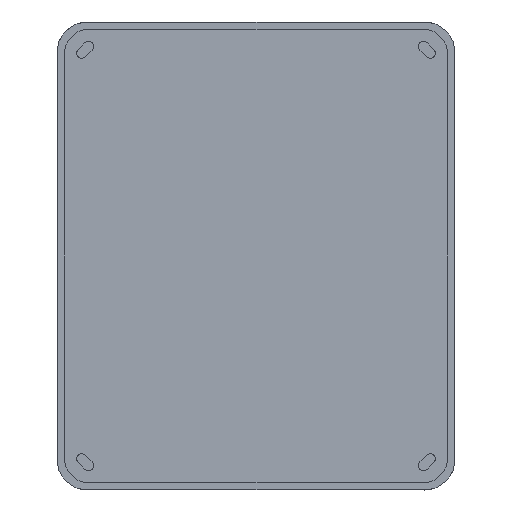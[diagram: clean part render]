
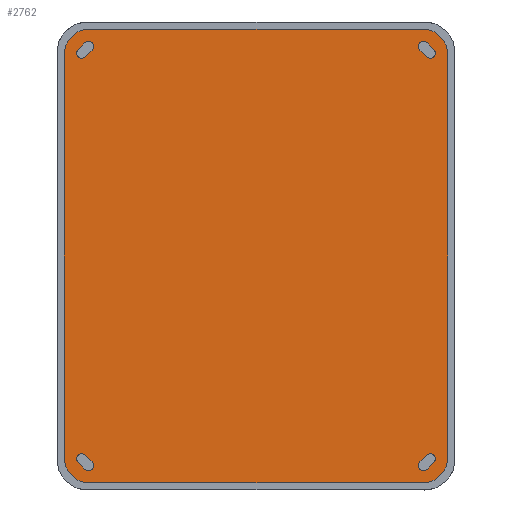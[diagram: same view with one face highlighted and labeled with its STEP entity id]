
A CAD part, front view. The second image highlights one B-rep face of the part: STEP entity #2762.
In plain terms, the highlighted planar face has unit normal (0, -1, 0).
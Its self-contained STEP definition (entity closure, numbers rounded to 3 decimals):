
#1=CARTESIAN_POINT('',(71.914,0.,-83.586));
#2=DIRECTION('',(0.,-1.,0.));
#3=DIRECTION('',(0.707,0.,-0.707));
#4=AXIS2_PLACEMENT_3D('',#1,#2,#3);
#6=DIRECTION('',(-0.707,0.,-0.707));
#7=VECTOR('',#6,4.);
#8=CARTESIAN_POINT('',(70.429,0.,-82.101));
#9=LINE('',#8,#7);
#10=CARTESIAN_POINT('',(69.086,0.,-86.414));
#11=DIRECTION('',(0.,-1.,0.));
#12=DIRECTION('',(-0.707,0.,0.707));
#13=AXIS2_PLACEMENT_3D('',#10,#11,#12);
#15=DIRECTION('',(0.707,0.,0.707));
#16=VECTOR('',#15,4.);
#17=CARTESIAN_POINT('',(70.571,0.,-87.899));
#18=LINE('',#17,#16);
#19=DIRECTION('',(0.707,0.,-0.707));
#20=VECTOR('',#19,4.);
#21=CARTESIAN_POINT('',(-73.399,0.,-85.071));
#22=LINE('',#21,#20);
#23=CARTESIAN_POINT('',(-69.086,0.,-86.414));
#24=DIRECTION('',(0.,-1.,0.));
#25=DIRECTION('',(-0.707,0.,-0.707));
#26=AXIS2_PLACEMENT_3D('',#23,#24,#25);
#28=DIRECTION('',(-0.707,0.,0.707));
#29=VECTOR('',#28,4.);
#30=CARTESIAN_POINT('',(-67.601,0.,-84.929));
#31=LINE('',#30,#29);
#32=CARTESIAN_POINT('',(-71.914,0.,-83.586));
#33=DIRECTION('',(0.,-1.,0.));
#34=DIRECTION('',(0.707,0.,0.707));
#35=AXIS2_PLACEMENT_3D('',#32,#33,#34);
#37=DIRECTION('',(-0.707,0.,0.707));
#38=VECTOR('',#37,4.);
#39=CARTESIAN_POINT('',(73.399,0.,85.071));
#40=LINE('',#39,#38);
#41=CARTESIAN_POINT('',(69.086,0.,86.414));
#42=DIRECTION('',(0.,-1.,0.));
#43=DIRECTION('',(0.707,0.,0.707));
#44=AXIS2_PLACEMENT_3D('',#41,#42,#43);
#46=DIRECTION('',(0.707,0.,-0.707));
#47=VECTOR('',#46,4.);
#48=CARTESIAN_POINT('',(67.601,0.,84.929));
#49=LINE('',#48,#47);
#50=CARTESIAN_POINT('',(71.914,0.,83.586));
#51=DIRECTION('',(0.,-1.,0.));
#52=DIRECTION('',(-0.707,0.,-0.707));
#53=AXIS2_PLACEMENT_3D('',#50,#51,#52);
#55=CARTESIAN_POINT('',(-71.914,0.,83.586));
#56=DIRECTION('',(0.,-1.,0.));
#57=DIRECTION('',(-0.707,0.,0.707));
#58=AXIS2_PLACEMENT_3D('',#55,#56,#57);
#60=DIRECTION('',(0.707,0.,0.707));
#61=VECTOR('',#60,4.);
#62=CARTESIAN_POINT('',(-70.429,0.,82.101));
#63=LINE('',#62,#61);
#64=CARTESIAN_POINT('',(-69.086,0.,86.414));
#65=DIRECTION('',(0.,-1.,0.));
#66=DIRECTION('',(0.707,0.,-0.707));
#67=AXIS2_PLACEMENT_3D('',#64,#65,#66);
#69=DIRECTION('',(-0.707,0.,-0.707));
#70=VECTOR('',#69,4.);
#71=CARTESIAN_POINT('',(-70.571,0.,87.899));
#72=LINE('',#71,#70);
#73=CARTESIAN_POINT('',(68.9,0.,83.4));
#74=DIRECTION('',(0.,-1.,0.));
#75=DIRECTION('',(1.,0.,0.));
#76=AXIS2_PLACEMENT_3D('',#73,#74,#75);
#78=DIRECTION('',(0.,0.,-1.));
#79=VECTOR('',#78,166.8);
#80=CARTESIAN_POINT('',(79.,0.,83.4));
#81=LINE('',#80,#79);
#82=CARTESIAN_POINT('',(68.9,0.,-83.4));
#83=DIRECTION('',(0.,-1.,0.));
#84=DIRECTION('',(0.,0.,-1.));
#85=AXIS2_PLACEMENT_3D('',#82,#83,#84);
#87=DIRECTION('',(-1.,0.,0.));
#88=VECTOR('',#87,137.8);
#89=CARTESIAN_POINT('',(68.9,0.,-93.5));
#90=LINE('',#89,#88);
#91=CARTESIAN_POINT('',(-68.9,0.,-83.4));
#92=DIRECTION('',(0.,-1.,0.));
#93=DIRECTION('',(-1.,0.,0.));
#94=AXIS2_PLACEMENT_3D('',#91,#92,#93);
#96=DIRECTION('',(0.,0.,1.));
#97=VECTOR('',#96,166.8);
#98=CARTESIAN_POINT('',(-79.,0.,-83.4));
#99=LINE('',#98,#97);
#100=CARTESIAN_POINT('',(-68.9,0.,83.4));
#101=DIRECTION('',(0.,-1.,0.));
#102=DIRECTION('',(0.,0.,1.));
#103=AXIS2_PLACEMENT_3D('',#100,#101,#102);
#105=DIRECTION('',(1.,0.,0.));
#106=VECTOR('',#105,137.8);
#107=CARTESIAN_POINT('',(-68.9,0.,93.5));
#108=LINE('',#107,#106);
#2251=CARTESIAN_POINT('',(79.,0.,83.4));
#2252=CARTESIAN_POINT('',(68.9,0.,93.5));
#2253=VERTEX_POINT('',#2251);
#2254=VERTEX_POINT('',#2252);
#2259=CARTESIAN_POINT('',(68.9,0.,-93.5));
#2260=CARTESIAN_POINT('',(79.,0.,-83.4));
#2261=VERTEX_POINT('',#2259);
#2262=VERTEX_POINT('',#2260);
#2267=CARTESIAN_POINT('',(-68.9,0.,93.5));
#2268=CARTESIAN_POINT('',(-79.,0.,83.4));
#2269=VERTEX_POINT('',#2267);
#2270=VERTEX_POINT('',#2268);
#2275=CARTESIAN_POINT('',(-79.,0.,-83.4));
#2276=CARTESIAN_POINT('',(-68.9,0.,-93.5));
#2277=VERTEX_POINT('',#2275);
#2278=VERTEX_POINT('',#2276);
#2355=CARTESIAN_POINT('',(73.399,0.,-85.071));
#2356=CARTESIAN_POINT('',(70.429,0.,-82.101));
#2357=VERTEX_POINT('',#2355);
#2358=VERTEX_POINT('',#2356);
#2359=CARTESIAN_POINT('',(67.601,0.,-84.929));
#2360=VERTEX_POINT('',#2359);
#2361=CARTESIAN_POINT('',(70.571,0.,-87.899));
#2362=VERTEX_POINT('',#2361);
#2387=CARTESIAN_POINT('',(-73.399,0.,-85.071));
#2388=CARTESIAN_POINT('',(-70.571,0.,-87.899));
#2389=VERTEX_POINT('',#2387);
#2390=VERTEX_POINT('',#2388);
#2391=CARTESIAN_POINT('',(-67.601,0.,-84.929));
#2392=VERTEX_POINT('',#2391);
#2393=CARTESIAN_POINT('',(-70.429,0.,-82.101));
#2394=VERTEX_POINT('',#2393);
#2395=CARTESIAN_POINT('',(73.399,0.,85.071));
#2396=CARTESIAN_POINT('',(70.571,0.,87.899));
#2397=VERTEX_POINT('',#2395);
#2398=VERTEX_POINT('',#2396);
#2399=CARTESIAN_POINT('',(67.601,0.,84.929));
#2400=VERTEX_POINT('',#2399);
#2401=CARTESIAN_POINT('',(70.429,0.,82.101));
#2402=VERTEX_POINT('',#2401);
#2403=CARTESIAN_POINT('',(-73.399,0.,85.071));
#2404=CARTESIAN_POINT('',(-70.429,0.,82.101));
#2405=VERTEX_POINT('',#2403);
#2406=VERTEX_POINT('',#2404);
#2407=CARTESIAN_POINT('',(-67.601,0.,84.929));
#2408=VERTEX_POINT('',#2407);
#2409=CARTESIAN_POINT('',(-70.571,0.,87.899));
#2410=VERTEX_POINT('',#2409);
#2699=CARTESIAN_POINT('',(0.,0.,0.));
#2700=DIRECTION('',(0.,1.,0.));
#2701=DIRECTION('',(1.,0.,0.));
#2702=AXIS2_PLACEMENT_3D('',#2699,#2700,#2701);
#2703=PLANE('',#2702);
#2705=ORIENTED_EDGE('',*,*,#2704,.F.);
#2707=ORIENTED_EDGE('',*,*,#2706,.T.);
#2709=ORIENTED_EDGE('',*,*,#2708,.F.);
#2711=ORIENTED_EDGE('',*,*,#2710,.T.);
#2713=ORIENTED_EDGE('',*,*,#2712,.F.);
#2715=ORIENTED_EDGE('',*,*,#2714,.T.);
#2717=ORIENTED_EDGE('',*,*,#2716,.F.);
#2719=ORIENTED_EDGE('',*,*,#2718,.T.);
#2720=EDGE_LOOP('',(#2705,#2707,#2709,#2711,#2713,#2715,#2717,#2719));
#2721=FACE_OUTER_BOUND('',#2720,.F.);
#2723=ORIENTED_EDGE('',*,*,#2722,.T.);
#2725=ORIENTED_EDGE('',*,*,#2724,.T.);
#2727=ORIENTED_EDGE('',*,*,#2726,.T.);
#2729=ORIENTED_EDGE('',*,*,#2728,.T.);
#2730=EDGE_LOOP('',(#2723,#2725,#2727,#2729));
#2731=FACE_BOUND('',#2730,.F.);
#2733=ORIENTED_EDGE('',*,*,#2732,.T.);
#2735=ORIENTED_EDGE('',*,*,#2734,.T.);
#2737=ORIENTED_EDGE('',*,*,#2736,.T.);
#2739=ORIENTED_EDGE('',*,*,#2738,.T.);
#2740=EDGE_LOOP('',(#2733,#2735,#2737,#2739));
#2741=FACE_BOUND('',#2740,.F.);
#2743=ORIENTED_EDGE('',*,*,#2742,.T.);
#2745=ORIENTED_EDGE('',*,*,#2744,.T.);
#2747=ORIENTED_EDGE('',*,*,#2746,.T.);
#2749=ORIENTED_EDGE('',*,*,#2748,.T.);
#2750=EDGE_LOOP('',(#2743,#2745,#2747,#2749));
#2751=FACE_BOUND('',#2750,.F.);
#2753=ORIENTED_EDGE('',*,*,#2752,.T.);
#2755=ORIENTED_EDGE('',*,*,#2754,.T.);
#2757=ORIENTED_EDGE('',*,*,#2756,.T.);
#2759=ORIENTED_EDGE('',*,*,#2758,.T.);
#2760=EDGE_LOOP('',(#2753,#2755,#2757,#2759));
#2761=FACE_BOUND('',#2760,.F.);
#2762=ADVANCED_FACE('',(#2721,#2731,#2741,#2751,#2761),#2703,.F.);
#5=CIRCLE('',#4,2.1);
#14=CIRCLE('',#13,2.1);
#27=CIRCLE('',#26,2.1);
#36=CIRCLE('',#35,2.1);
#45=CIRCLE('',#44,2.1);
#54=CIRCLE('',#53,2.1);
#59=CIRCLE('',#58,2.1);
#68=CIRCLE('',#67,2.1);
#77=CIRCLE('',#76,10.1);
#86=CIRCLE('',#85,10.1);
#95=CIRCLE('',#94,10.1);
#104=CIRCLE('',#103,10.1);
#2704=EDGE_CURVE('',#2253,#2254,#77,.T.);
#2706=EDGE_CURVE('',#2253,#2262,#81,.T.);
#2708=EDGE_CURVE('',#2261,#2262,#86,.T.);
#2710=EDGE_CURVE('',#2261,#2278,#90,.T.);
#2712=EDGE_CURVE('',#2277,#2278,#95,.T.);
#2714=EDGE_CURVE('',#2277,#2270,#99,.T.);
#2716=EDGE_CURVE('',#2269,#2270,#104,.T.);
#2718=EDGE_CURVE('',#2269,#2254,#108,.T.);
#2722=EDGE_CURVE('',#2389,#2390,#22,.T.);
#2724=EDGE_CURVE('',#2390,#2392,#27,.T.);
#2726=EDGE_CURVE('',#2392,#2394,#31,.T.);
#2728=EDGE_CURVE('',#2394,#2389,#36,.T.);
#2732=EDGE_CURVE('',#2397,#2398,#40,.T.);
#2734=EDGE_CURVE('',#2398,#2400,#45,.T.);
#2736=EDGE_CURVE('',#2400,#2402,#49,.T.);
#2738=EDGE_CURVE('',#2402,#2397,#54,.T.);
#2742=EDGE_CURVE('',#2405,#2406,#59,.T.);
#2744=EDGE_CURVE('',#2406,#2408,#63,.T.);
#2746=EDGE_CURVE('',#2408,#2410,#68,.T.);
#2748=EDGE_CURVE('',#2410,#2405,#72,.T.);
#2752=EDGE_CURVE('',#2357,#2358,#5,.T.);
#2754=EDGE_CURVE('',#2358,#2360,#9,.T.);
#2756=EDGE_CURVE('',#2360,#2362,#14,.T.);
#2758=EDGE_CURVE('',#2362,#2357,#18,.T.);
